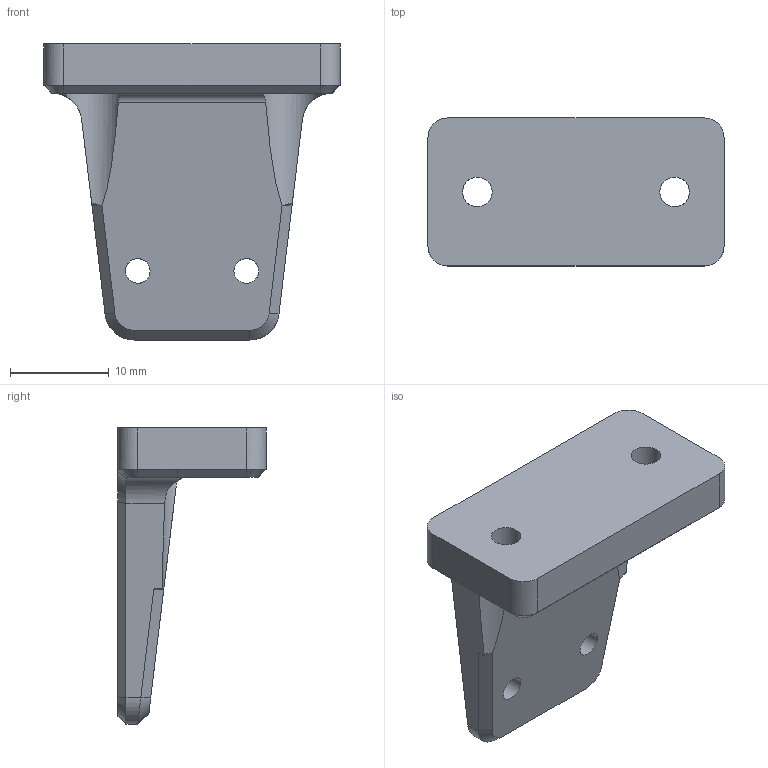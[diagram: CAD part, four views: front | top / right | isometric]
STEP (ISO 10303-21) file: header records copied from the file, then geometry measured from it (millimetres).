
FILE_DESCRIPTION(('FreeCAD Model'),'2;1');
FILE_NAME('Open CASCADE Shape Model','2022-10-26T13:02:31',(''),(''), 'Open CASCADE STEP processor 7.5','FreeCAD','Unknown');
FILE_SCHEMA(('AUTOMOTIVE_DESIGN { 1 0 10303 214 1 1 1 1 }'));
Length unit declared in the file: millimetre
Products named in the file (1): Pocket005
Bounding box: 30 x 15 x 30 mm (x, y, z)
Volume: 4280.4 mm3; surface area: 2488.3 mm2
Topology: 1 solids, 1 shells, 68 faces, 164 edges, 96 vertices
Faces by surface type: plane 29, cylinder 23, cone 10, bspline 6
Full cylindrical faces by diameter (mm): 2.5 x2, 3 x2
Entity records: 5530 total; most frequent: CARTESIAN_POINT 2401, DIRECTION 528, ORIENTED_EDGE 328, PCURVE 328, DEFINITIONAL_REPRESENTATION 328, LINE 280, VECTOR 280, EDGE_CURVE 164
